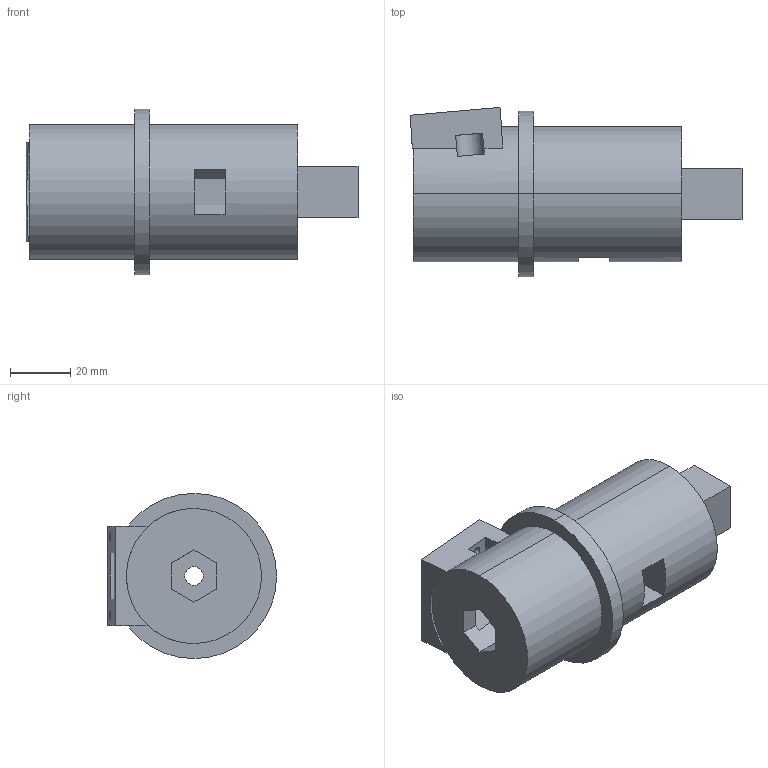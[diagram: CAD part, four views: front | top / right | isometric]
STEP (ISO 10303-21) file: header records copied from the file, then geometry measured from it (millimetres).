
FILE_DESCRIPTION (( 'STEP AP203' ), '1' );
FILE_NAME ('B1_1_Default_sldprt.STEP', '2018-04-16T08:21:05', ( '' ), ( '' ), 'SwSTEP 2.0', 'SolidWorks 2016', '' );
FILE_SCHEMA (( 'CONFIG_CONTROL_DESIGN' ));
Length unit declared in the file: millimetre
Products named in the file (1): B1_1_Default_sldprt
Bounding box: 110.34 x 56.21 x 54.9 mm (x, y, z)
Volume: 135947.3 mm3; surface area: 26148 mm2
Topology: 1 solids, 1 shells, 58 faces, 157 edges, 104 vertices
Faces by surface type: plane 40, cylinder 18
Entity records: 1974 total; most frequent: CARTESIAN_POINT 396, ORIENTED_EDGE 314, DIRECTION 305, EDGE_CURVE 157, VECTOR 111, LINE 111, VERTEX_POINT 104, AXIS2_PLACEMENT_3D 97
